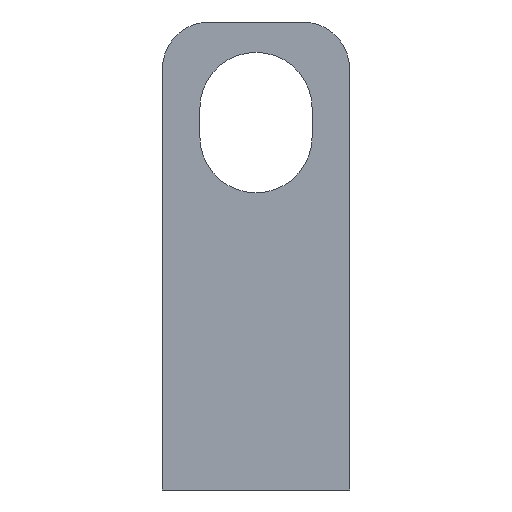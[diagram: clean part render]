
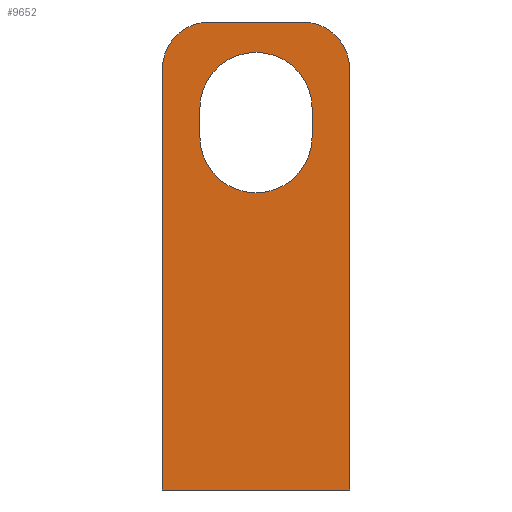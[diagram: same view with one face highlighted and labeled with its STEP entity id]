
A CAD part, left-side view. The second image highlights one B-rep face of the part: STEP entity #9652.
In plain terms, the highlighted planar face has unit normal (-1, 0, 0).
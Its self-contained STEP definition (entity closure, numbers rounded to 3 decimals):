
#32 = ORIENTED_EDGE ( 'NONE', *, *, #2809, .T. ) ;
#151 = EDGE_CURVE ( 'NONE', #8525, #10292, #1787, .T. ) ;
#318 = FACE_OUTER_BOUND ( 'NONE', #3046, .T. ) ;
#376 = VECTOR ( 'NONE', #681, 1000. ) ;
#543 = CIRCLE ( 'NONE', #4430, 12. ) ;
#579 = CARTESIAN_POINT ( 'NONE',  ( -4., 0., 81.5 ) ) ;
#613 = ORIENTED_EDGE ( 'NONE', *, *, #5227, .F. ) ;
#677 = CIRCLE ( 'NONE', #9909, 10. ) ;
#681 = DIRECTION ( 'NONE',  ( 0., 0., -1. ) ) ;
#722 = EDGE_CURVE ( 'NONE', #1344, #4933, #9946, .T. ) ;
#782 = VECTOR ( 'NONE', #5752, 1000. ) ;
#794 = CARTESIAN_POINT ( 'NONE',  ( -4., 10., 90. ) ) ;
#801 = EDGE_CURVE ( 'NONE', #2967, #1398, #677, .T. ) ;
#846 = CARTESIAN_POINT ( 'NONE',  ( -4., 0., 75.5 ) ) ;
#928 = CARTESIAN_POINT ( 'NONE',  ( -4., -10., 100. ) ) ;
#930 = VERTEX_POINT ( 'NONE', #3116 ) ;
#1019 = EDGE_CURVE ( 'NONE', #5358, #1344, #543, .T. ) ;
#1190 = CIRCLE ( 'NONE', #5596, 12. ) ;
#1220 = EDGE_CURVE ( 'NONE', #4933, #4116, #1190, .T. ) ;
#1278 = ORIENTED_EDGE ( 'NONE', *, *, #6095, .F. ) ;
#1344 = VERTEX_POINT ( 'NONE', #3856 ) ;
#1398 = VERTEX_POINT ( 'NONE', #8861 ) ;
#1679 = CIRCLE ( 'NONE', #5700, 12. ) ;
#1787 = LINE ( 'NONE', #6266, #10193 ) ;
#2205 = CARTESIAN_POINT ( 'NONE',  ( -4., -20., 0. ) ) ;
#2340 = CARTESIAN_POINT ( 'NONE',  ( -4., 12., 75.5 ) ) ;
#2593 = ORIENTED_EDGE ( 'NONE', *, *, #151, .F. ) ;
#2651 = CARTESIAN_POINT ( 'NONE',  ( -4., -20., 0. ) ) ;
#2809 = EDGE_CURVE ( 'NONE', #9155, #5358, #6474, .T. ) ;
#2903 = AXIS2_PLACEMENT_3D ( 'NONE', #7275, #10404, #6396 ) ;
#2967 = VERTEX_POINT ( 'NONE', #10112 ) ;
#3002 = DIRECTION ( 'NONE',  ( 0., 0., -1. ) ) ;
#3046 = EDGE_LOOP ( 'NONE', ( #1278, #5238, #613, #4773, #6265, #2593 ) ) ;
#3116 = CARTESIAN_POINT ( 'NONE',  ( -4., -20., 90. ) ) ;
#3327 = EDGE_LOOP ( 'NONE', ( #7539, #7987, #7382, #8806, #32 ) ) ;
#3510 = CARTESIAN_POINT ( 'NONE',  ( -4., -20., 100. ) ) ;
#3582 = CARTESIAN_POINT ( 'NONE',  ( -4., 0., 75.5 ) ) ;
#3654 = LINE ( 'NONE', #8560, #6816 ) ;
#3824 = DIRECTION ( 'NONE',  ( 0., 1., 0. ) ) ;
#3856 = CARTESIAN_POINT ( 'NONE',  ( -4., -12., 81.5 ) ) ;
#4116 = VERTEX_POINT ( 'NONE', #6548 ) ;
#4147 = VERTEX_POINT ( 'NONE', #928 ) ;
#4430 = AXIS2_PLACEMENT_3D ( 'NONE', #579, #10250, #3002 ) ;
#4536 = DIRECTION ( 'NONE',  ( 0., 0., 1. ) ) ;
#4600 = EDGE_CURVE ( 'NONE', #930, #4147, #5842, .T. ) ;
#4745 = AXIS2_PLACEMENT_3D ( 'NONE', #8670, #10403, #5583 ) ;
#4770 = PLANE ( 'NONE',  #4745 ) ;
#4773 = ORIENTED_EDGE ( 'NONE', *, *, #801, .T. ) ;
#4933 = VERTEX_POINT ( 'NONE', #9682 ) ;
#5227 = EDGE_CURVE ( 'NONE', #2967, #4147, #5955, .T. ) ;
#5238 = ORIENTED_EDGE ( 'NONE', *, *, #4600, .T. ) ;
#5252 = DIRECTION ( 'NONE',  ( 0., 0., -1. ) ) ;
#5358 = VERTEX_POINT ( 'NONE', #8251 ) ;
#5491 = CARTESIAN_POINT ( 'NONE',  ( -4., -12., 81.5 ) ) ;
#5583 = DIRECTION ( 'NONE',  ( 0., 0., 1. ) ) ;
#5596 = AXIS2_PLACEMENT_3D ( 'NONE', #3582, #7620, #5252 ) ;
#5700 = AXIS2_PLACEMENT_3D ( 'NONE', #846, #7385, #7356 ) ;
#5719 = VECTOR ( 'NONE', #10007, 1000. ) ;
#5752 = DIRECTION ( 'NONE',  ( 0., 0., -1. ) ) ;
#5842 = CIRCLE ( 'NONE', #2903, 10. ) ;
#5955 = LINE ( 'NONE', #3510, #5719 ) ;
#6025 = CARTESIAN_POINT ( 'NONE',  ( -4., 20., 0. ) ) ;
#6095 = EDGE_CURVE ( 'NONE', #930, #8525, #8191, .T. ) ;
#6265 = ORIENTED_EDGE ( 'NONE', *, *, #10358, .F. ) ;
#6266 = CARTESIAN_POINT ( 'NONE',  ( -4., 20., 0. ) ) ;
#6396 = DIRECTION ( 'NONE',  ( 0., 0., 1. ) ) ;
#6474 = LINE ( 'NONE', #9680, #6593 ) ;
#6548 = CARTESIAN_POINT ( 'NONE',  ( -4., 0., 63.5 ) ) ;
#6593 = VECTOR ( 'NONE', #7214, 1000. ) ;
#6816 = VECTOR ( 'NONE', #4536, 1000. ) ;
#7214 = DIRECTION ( 'NONE',  ( 0., 0., 1. ) ) ;
#7275 = CARTESIAN_POINT ( 'NONE',  ( -4., -10., 90. ) ) ;
#7356 = DIRECTION ( 'NONE',  ( 0., 0., -1. ) ) ;
#7382 = ORIENTED_EDGE ( 'NONE', *, *, #1220, .T. ) ;
#7385 = DIRECTION ( 'NONE',  ( 1., 0., 0. ) ) ;
#7539 = ORIENTED_EDGE ( 'NONE', *, *, #1019, .T. ) ;
#7620 = DIRECTION ( 'NONE',  ( 1., 0., 0. ) ) ;
#7908 = DIRECTION ( 'NONE',  ( -1., 0., 0. ) ) ;
#7987 = ORIENTED_EDGE ( 'NONE', *, *, #722, .T. ) ;
#8191 = LINE ( 'NONE', #2205, #782 ) ;
#8251 = CARTESIAN_POINT ( 'NONE',  ( -4., 12., 81.5 ) ) ;
#8525 = VERTEX_POINT ( 'NONE', #2651 ) ;
#8560 = CARTESIAN_POINT ( 'NONE',  ( -4., 20., 100. ) ) ;
#8670 = CARTESIAN_POINT ( 'NONE',  ( -4., 0., 0. ) ) ;
#8806 = ORIENTED_EDGE ( 'NONE', *, *, #10098, .T. ) ;
#8834 = FACE_BOUND ( 'NONE', #3327, .T. ) ;
#8861 = CARTESIAN_POINT ( 'NONE',  ( -4., 20., 90. ) ) ;
#9155 = VERTEX_POINT ( 'NONE', #2340 ) ;
#9539 = DIRECTION ( 'NONE',  ( 0., 0., 1. ) ) ;
#9652 = ADVANCED_FACE ( 'NONE', ( #8834, #318 ), #4770, .T. ) ;
#9680 = CARTESIAN_POINT ( 'NONE',  ( -4., 12., 81.5 ) ) ;
#9682 = CARTESIAN_POINT ( 'NONE',  ( -4., -12., 75.5 ) ) ;
#9909 = AXIS2_PLACEMENT_3D ( 'NONE', #794, #7908, #9539 ) ;
#9946 = LINE ( 'NONE', #5491, #376 ) ;
#10007 = DIRECTION ( 'NONE',  ( 0., -1., 0. ) ) ;
#10098 = EDGE_CURVE ( 'NONE', #4116, #9155, #1679, .T. ) ;
#10112 = CARTESIAN_POINT ( 'NONE',  ( -4., 10., 100. ) ) ;
#10193 = VECTOR ( 'NONE', #3824, 1000. ) ;
#10250 = DIRECTION ( 'NONE',  ( 1., 0., 0. ) ) ;
#10292 = VERTEX_POINT ( 'NONE', #6025 ) ;
#10358 = EDGE_CURVE ( 'NONE', #10292, #1398, #3654, .T. ) ;
#10403 = DIRECTION ( 'NONE',  ( -1., 0., 0. ) ) ;
#10404 = DIRECTION ( 'NONE',  ( -1., 0., 0. ) ) ;
